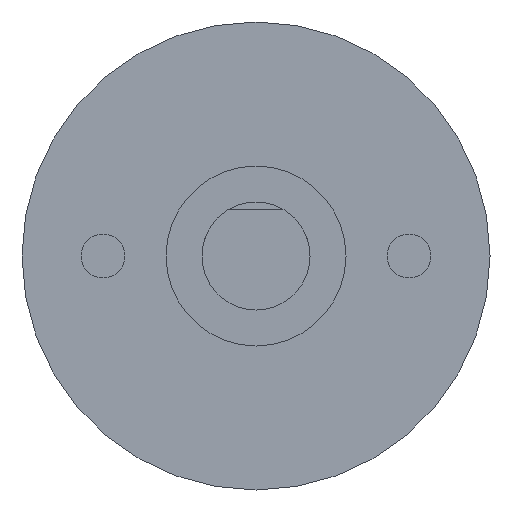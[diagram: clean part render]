
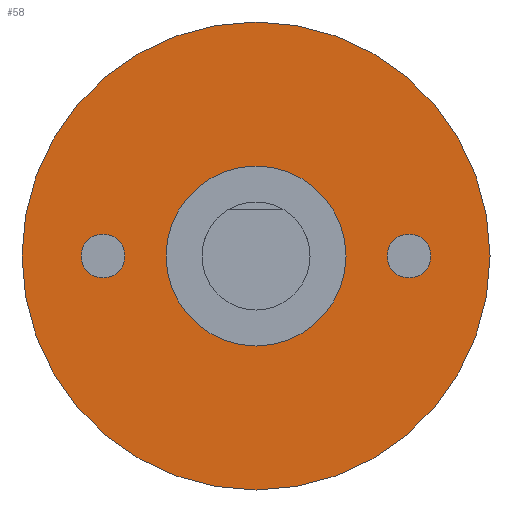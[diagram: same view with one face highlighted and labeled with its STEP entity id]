
A CAD part, front view. The second image highlights one B-rep face of the part: STEP entity #58.
In plain terms, the highlighted planar face has unit normal (0, -1, 0).
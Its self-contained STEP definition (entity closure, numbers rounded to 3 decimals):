
#58 = ADVANCED_FACE( '', ( #135, #136, #137, #138 ), #139, .F. );
#135 = FACE_BOUND( '', #242, .T. );
#136 = FACE_BOUND( '', #243, .T. );
#137 = FACE_OUTER_BOUND( '', #244, .T. );
#138 = FACE_BOUND( '', #245, .T. );
#139 = PLANE( '', #246 );
#242 = EDGE_LOOP( '', ( #355 ) );
#243 = EDGE_LOOP( '', ( #356 ) );
#244 = EDGE_LOOP( '', ( #357 ) );
#245 = EDGE_LOOP( '', ( #358 ) );
#246 = AXIS2_PLACEMENT_3D( '', #359, #360, #361 );
#355 = ORIENTED_EDGE( '', *, *, #545, .T. );
#356 = ORIENTED_EDGE( '', *, *, #543, .T. );
#357 = ORIENTED_EDGE( '', *, *, #546, .F. );
#358 = ORIENTED_EDGE( '', *, *, #547, .T. );
#359 = CARTESIAN_POINT( '', ( 0., -2.5, -6.5 ) );
#360 = DIRECTION( '', ( 0., 1., 0. ) );
#361 = DIRECTION( '', ( 0., 0., 1. ) );
#543 = EDGE_CURVE( '', #622, #622, #623, .T. );
#545 = EDGE_CURVE( '', #625, #625, #626, .T. );
#546 = EDGE_CURVE( '', #627, #627, #628, .T. );
#547 = EDGE_CURVE( '', #629, #629, #630, .T. );
#622 = VERTEX_POINT( '', #735 );
#623 = CIRCLE( '', #736, 0.611 );
#625 = VERTEX_POINT( '', #738 );
#626 = CIRCLE( '', #739, 0.611 );
#627 = VERTEX_POINT( '', #740 );
#628 = CIRCLE( '', #741, 6.5 );
#629 = VERTEX_POINT( '', #742 );
#630 = CIRCLE( '', #743, 2.5 );
#735 = CARTESIAN_POINT( '', ( 4.861, -2.5, 0. ) );
#736 = AXIS2_PLACEMENT_3D( '', #854, #855, #856 );
#738 = CARTESIAN_POINT( '', ( -3.64, -2.5, 0. ) );
#739 = AXIS2_PLACEMENT_3D( '', #857, #858, #859 );
#740 = CARTESIAN_POINT( '', ( 0., -2.5, 6.5 ) );
#741 = AXIS2_PLACEMENT_3D( '', #860, #861, #862 );
#742 = CARTESIAN_POINT( '', ( 0., -2.5, 2.5 ) );
#743 = AXIS2_PLACEMENT_3D( '', #863, #864, #865 );
#854 = CARTESIAN_POINT( '', ( 4.25, -2.5, 0. ) );
#855 = DIRECTION( '', ( 0., 1., 0. ) );
#856 = DIRECTION( '', ( 1., 0., 0. ) );
#857 = CARTESIAN_POINT( '', ( -4.25, -2.5, 0. ) );
#858 = DIRECTION( '', ( 0., 1., 0. ) );
#859 = DIRECTION( '', ( 1., 0., 0. ) );
#860 = CARTESIAN_POINT( '', ( 0., -2.5, 0. ) );
#861 = DIRECTION( '', ( 0., 1., 0. ) );
#862 = DIRECTION( '', ( 0., 0., 1. ) );
#863 = CARTESIAN_POINT( '', ( 0., -2.5, 0. ) );
#864 = DIRECTION( '', ( 0., 1., 0. ) );
#865 = DIRECTION( '', ( 0., 0., 1. ) );
